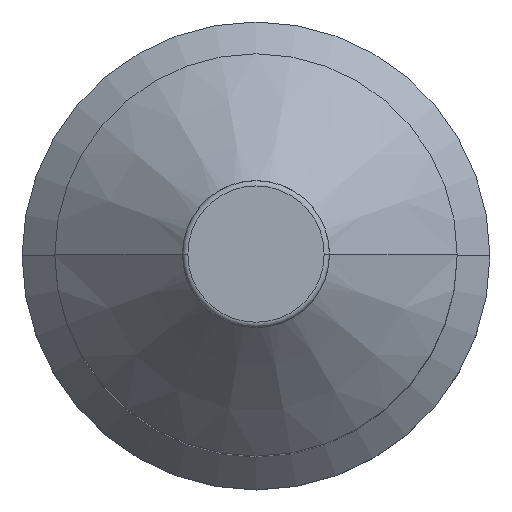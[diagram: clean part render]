
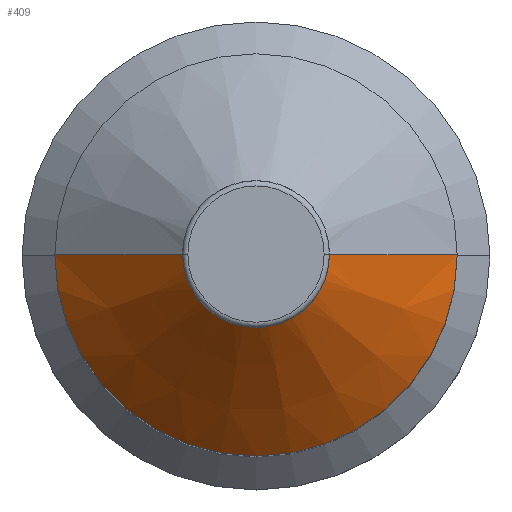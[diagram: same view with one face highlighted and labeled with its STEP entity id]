
A CAD part, top view. The second image highlights one B-rep face of the part: STEP entity #409.
In plain terms, the highlighted conical face has half-angle 45 degrees and reference radius 5 mm.
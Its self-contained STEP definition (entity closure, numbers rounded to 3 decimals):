
#171 = VERTEX_POINT ( 'NONE', #915 ) ;
#175 = EDGE_CURVE ( 'NONE', #280, #259, #911, .T. ) ;
#259 = VERTEX_POINT ( 'NONE', #922 ) ;
#279 = EDGE_CURVE ( 'NONE', #281, #171, #954, .T. ) ;
#280 = VERTEX_POINT ( 'NONE', #964 ) ;
#281 = VERTEX_POINT ( 'NONE', #953 ) ;
#408 = EDGE_LOOP ( 'NONE', ( #415, #424, #413, #417 ) ) ;
#409 = ADVANCED_FACE ( 'NONE', ( #1225 ), #1361, .T. ) ;
#413 = ORIENTED_EDGE ( 'NONE', *, *, #279, .T. ) ;
#415 = ORIENTED_EDGE ( 'NONE', *, *, #175, .F. ) ;
#417 = ORIENTED_EDGE ( 'NONE', *, *, #425, .F. ) ;
#424 = ORIENTED_EDGE ( 'NONE', *, *, #471, .T. ) ;
#425 = EDGE_CURVE ( 'NONE', #259, #171, #1350, .T. ) ;
#471 = EDGE_CURVE ( 'NONE', #280, #281, #1221, .T. ) ;
#906 = DIRECTION ( 'NONE',  ( 0.707, 0., -0.707 ) ) ;
#907 = VECTOR ( 'NONE', #906, 1000. ) ;
#911 = LINE ( 'NONE', #916, #907 ) ;
#915 = CARTESIAN_POINT ( 'NONE',  ( -15.05, 0., 89.45 ) ) ;
#916 = CARTESIAN_POINT ( 'NONE',  ( 5., 0., 99.5 ) ) ;
#922 = CARTESIAN_POINT ( 'NONE',  ( 15.05, 0., 89.45 ) ) ;
#949 = DIRECTION ( 'NONE',  ( -0.707, 0., -0.707 ) ) ;
#950 = VECTOR ( 'NONE', #949, 1000. ) ;
#951 = CARTESIAN_POINT ( 'NONE',  ( -5., 0., 99.5 ) ) ;
#953 = CARTESIAN_POINT ( 'NONE',  ( -5., 0., 99.5 ) ) ;
#954 = LINE ( 'NONE', #951, #950 ) ;
#964 = CARTESIAN_POINT ( 'NONE',  ( 5., 0., 99.5 ) ) ;
#1213 = DIRECTION ( 'NONE',  ( -1., 0., 0. ) ) ;
#1214 = DIRECTION ( 'NONE',  ( 0., 0., -1. ) ) ;
#1215 = CARTESIAN_POINT ( 'NONE',  ( 0., 0., 99.5 ) ) ;
#1221 = CIRCLE ( 'NONE', #1292, 5. ) ;
#1225 = FACE_OUTER_BOUND ( 'NONE', #408, .T. ) ;
#1292 = AXIS2_PLACEMENT_3D ( 'NONE', #1215, #1214, #1213 ) ;
#1311 = DIRECTION ( 'NONE',  ( -1., 0., 0. ) ) ;
#1312 = DIRECTION ( 'NONE',  ( 0., 0., -1. ) ) ;
#1313 = CARTESIAN_POINT ( 'NONE',  ( 0., 0., 89.45 ) ) ;
#1314 = AXIS2_PLACEMENT_3D ( 'NONE', #1313, #1312, #1311 ) ;
#1350 = CIRCLE ( 'NONE', #1314, 15.05 ) ;
#1354 = DIRECTION ( 'NONE',  ( -1., 0., 0. ) ) ;
#1355 = DIRECTION ( 'NONE',  ( 0., 0., -1. ) ) ;
#1356 = CARTESIAN_POINT ( 'NONE',  ( 0., 0., 99.5 ) ) ;
#1357 = AXIS2_PLACEMENT_3D ( 'NONE', #1356, #1355, #1354 ) ;
#1361 = CONICAL_SURFACE ( 'NONE', #1357, 5., 0.785 ) ;
